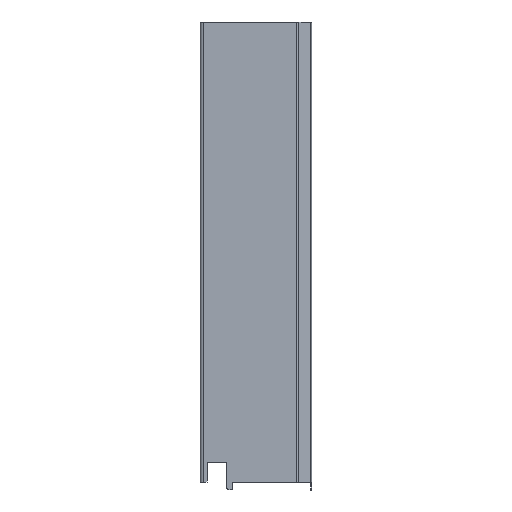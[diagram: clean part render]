
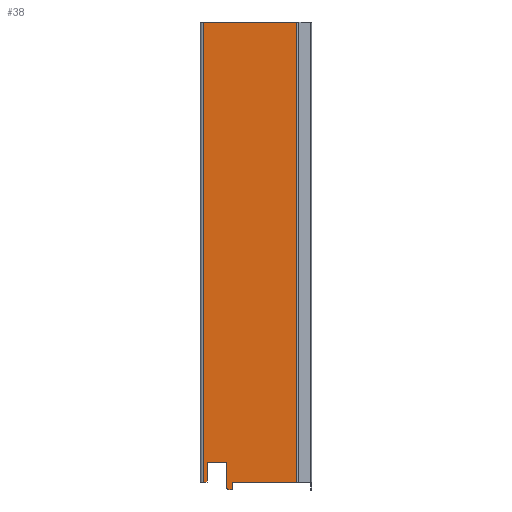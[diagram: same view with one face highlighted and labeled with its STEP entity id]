
A CAD part, top view. The second image highlights one B-rep face of the part: STEP entity #38.
In plain terms, the highlighted planar face has unit normal (0, 0, 1).
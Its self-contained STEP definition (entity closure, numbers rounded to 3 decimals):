
#38 = ADVANCED_FACE ( 'NONE', ( #690 ), #1970, .F. ) ;
#40 = VERTEX_POINT ( 'NONE', #2033 ) ;
#115 = AXIS2_PLACEMENT_3D ( 'NONE', #1915, #1934, #1938 ) ;
#134 = EDGE_CURVE ( 'NONE', #1504, #1825, #938, .T. ) ;
#148 = EDGE_CURVE ( 'NONE', #2341, #2228, #1257, .T. ) ;
#149 = CARTESIAN_POINT ( 'NONE',  ( -40.4, -235., 53.97 ) ) ;
#160 = VECTOR ( 'NONE', #172, 1000. ) ;
#172 = DIRECTION ( 'NONE',  ( 0., 1., 0. ) ) ;
#196 = EDGE_CURVE ( 'NONE', #2138, #2228, #1347, .T. ) ;
#203 = LINE ( 'NONE', #149, #160 ) ;
#312 = DIRECTION ( 'NONE',  ( 0., -1., 0. ) ) ;
#336 = CARTESIAN_POINT ( 'NONE',  ( -41.4, -238., 53.97 ) ) ;
#359 = CARTESIAN_POINT ( 'NONE',  ( -7.663, -235., 53.97 ) ) ;
#433 = VERTEX_POINT ( 'NONE', #1712 ) ;
#438 = DIRECTION ( 'NONE',  ( 0., 0., 1. ) ) ;
#488 = VERTEX_POINT ( 'NONE', #2398 ) ;
#496 = DIRECTION ( 'NONE',  ( -1., 0., 0. ) ) ;
#532 = VECTOR ( 'NONE', #689, 1000. ) ;
#549 = CARTESIAN_POINT ( 'NONE',  ( -43.4, -238., 53.97 ) ) ;
#555 = CARTESIAN_POINT ( 'NONE',  ( -7.249, -235., 53.97 ) ) ;
#566 = VECTOR ( 'NONE', #911, 1000. ) ;
#567 = VECTOR ( 'NONE', #590, 1000. ) ;
#590 = DIRECTION ( 'NONE',  ( 0., 1., 0. ) ) ;
#603 = CARTESIAN_POINT ( 'NONE',  ( -40.4, -238., 53.97 ) ) ;
#609 = CARTESIAN_POINT ( 'NONE',  ( -43.4, -224.8, 53.97 ) ) ;
#625 = ORIENTED_EDGE ( 'NONE', *, *, #1410, .T. ) ;
#689 = DIRECTION ( 'NONE',  ( 0., -1., 0. ) ) ;
#690 = FACE_OUTER_BOUND ( 'NONE', #1636, .T. ) ;
#695 = CARTESIAN_POINT ( 'NONE',  ( -53.4, -224.8, 53.97 ) ) ;
#707 = LINE ( 'NONE', #609, #567 ) ;
#796 = CARTESIAN_POINT ( 'NONE',  ( -40.4, -235., 53.97 ) ) ;
#798 = VECTOR ( 'NONE', #2337, 1000. ) ;
#807 = EDGE_CURVE ( 'NONE', #488, #2341, #884, .T. ) ;
#884 = LINE ( 'NONE', #2239, #1339 ) ;
#886 = CARTESIAN_POINT ( 'NONE',  ( -7.249, -235., 53.97 ) ) ;
#911 = DIRECTION ( 'NONE',  ( -1., 0., 0. ) ) ;
#912 = LINE ( 'NONE', #886, #566 ) ;
#938 = CIRCLE ( 'NONE', #2305, 1. ) ;
#944 = CIRCLE ( 'NONE', #115, 1. ) ;
#945 = EDGE_CURVE ( 'NONE', #2105, #1941, #912, .T. ) ;
#946 = CARTESIAN_POINT ( 'NONE',  ( -7.663, -235., 53.97 ) ) ;
#947 = LINE ( 'NONE', #2129, #798 ) ;
#970 = CARTESIAN_POINT ( 'NONE',  ( -7.663, 0., 53.97 ) ) ;
#998 = DIRECTION ( 'NONE',  ( 1., 0., 0. ) ) ;
#1012 = CARTESIAN_POINT ( 'NONE',  ( -55.4, -235., 53.97 ) ) ;
#1022 = CARTESIAN_POINT ( 'NONE',  ( -55.4, 0., 53.97 ) ) ;
#1028 = DIRECTION ( 'NONE',  ( 0., 1., 0. ) ) ;
#1035 = EDGE_CURVE ( 'NONE', #1788, #433, #944, .T. ) ;
#1047 = CARTESIAN_POINT ( 'NONE',  ( -53.4, -224.8, 53.97 ) ) ;
#1052 = CARTESIAN_POINT ( 'NONE',  ( -55.4, -235., 53.97 ) ) ;
#1128 = LINE ( 'NONE', #359, #1189 ) ;
#1153 = ORIENTED_EDGE ( 'NONE', *, *, #1862, .F. ) ;
#1189 = VECTOR ( 'NONE', #312, 1000. ) ;
#1232 = VECTOR ( 'NONE', #1028, 1000. ) ;
#1257 = LINE ( 'NONE', #1012, #1232 ) ;
#1325 = DIRECTION ( 'NONE',  ( -1., 0., 0. ) ) ;
#1337 = EDGE_CURVE ( 'NONE', #2138, #2105, #1128, .T. ) ;
#1339 = VECTOR ( 'NONE', #2220, 1000. ) ;
#1347 = LINE ( 'NONE', #1459, #1430 ) ;
#1410 = EDGE_CURVE ( 'NONE', #433, #1504, #947, .T. ) ;
#1430 = VECTOR ( 'NONE', #1735, 1000. ) ;
#1459 = CARTESIAN_POINT ( 'NONE',  ( -7.249, 0., 53.97 ) ) ;
#1483 = EDGE_CURVE ( 'NONE', #40, #2291, #1565, .T. ) ;
#1495 = EDGE_CURVE ( 'NONE', #1825, #1941, #203, .T. ) ;
#1504 = VERTEX_POINT ( 'NONE', #1641 ) ;
#1536 = LINE ( 'NONE', #695, #532 ) ;
#1544 = ORIENTED_EDGE ( 'NONE', *, *, #196, .T. ) ;
#1565 = LINE ( 'NONE', #1621, #2309 ) ;
#1621 = CARTESIAN_POINT ( 'NONE',  ( -43.4, -224.8, 53.97 ) ) ;
#1628 = ORIENTED_EDGE ( 'NONE', *, *, #945, .F. ) ;
#1636 = EDGE_LOOP ( 'NONE', ( #2441, #1688, #1999, #625, #2175, #1699, #1628, #1948, #1544, #2057, #2031, #1153 ) ) ;
#1641 = CARTESIAN_POINT ( 'NONE',  ( -41.4, -239., 53.97 ) ) ;
#1687 = DIRECTION ( 'NONE',  ( 0., 0., -1. ) ) ;
#1688 = ORIENTED_EDGE ( 'NONE', *, *, #1829, .F. ) ;
#1699 = ORIENTED_EDGE ( 'NONE', *, *, #1495, .T. ) ;
#1712 = CARTESIAN_POINT ( 'NONE',  ( -42.4, -239., 53.97 ) ) ;
#1735 = DIRECTION ( 'NONE',  ( -1., 0., 0. ) ) ;
#1788 = VERTEX_POINT ( 'NONE', #549 ) ;
#1825 = VERTEX_POINT ( 'NONE', #603 ) ;
#1829 = EDGE_CURVE ( 'NONE', #1788, #40, #707, .T. ) ;
#1862 = EDGE_CURVE ( 'NONE', #2291, #488, #1536, .T. ) ;
#1915 = CARTESIAN_POINT ( 'NONE',  ( -42.4, -238., 53.97 ) ) ;
#1934 = DIRECTION ( 'NONE',  ( 0., 0., 1. ) ) ;
#1938 = DIRECTION ( 'NONE',  ( 1., 0., 0. ) ) ;
#1941 = VERTEX_POINT ( 'NONE', #796 ) ;
#1948 = ORIENTED_EDGE ( 'NONE', *, *, #1337, .F. ) ;
#1970 = PLANE ( 'NONE',  #2050 ) ;
#1999 = ORIENTED_EDGE ( 'NONE', *, *, #1035, .T. ) ;
#2031 = ORIENTED_EDGE ( 'NONE', *, *, #807, .F. ) ;
#2033 = CARTESIAN_POINT ( 'NONE',  ( -43.4, -224.8, 53.97 ) ) ;
#2050 = AXIS2_PLACEMENT_3D ( 'NONE', #555, #1687, #1325 ) ;
#2057 = ORIENTED_EDGE ( 'NONE', *, *, #148, .F. ) ;
#2105 = VERTEX_POINT ( 'NONE', #946 ) ;
#2129 = CARTESIAN_POINT ( 'NONE',  ( -42.4, -239., 53.97 ) ) ;
#2138 = VERTEX_POINT ( 'NONE', #970 ) ;
#2175 = ORIENTED_EDGE ( 'NONE', *, *, #134, .T. ) ;
#2220 = DIRECTION ( 'NONE',  ( -1., 0., 0. ) ) ;
#2228 = VERTEX_POINT ( 'NONE', #1022 ) ;
#2239 = CARTESIAN_POINT ( 'NONE',  ( -7.249, -235., 53.97 ) ) ;
#2291 = VERTEX_POINT ( 'NONE', #1047 ) ;
#2305 = AXIS2_PLACEMENT_3D ( 'NONE', #336, #438, #998 ) ;
#2309 = VECTOR ( 'NONE', #496, 1000. ) ;
#2337 = DIRECTION ( 'NONE',  ( 1., 0., 0. ) ) ;
#2341 = VERTEX_POINT ( 'NONE', #1052 ) ;
#2398 = CARTESIAN_POINT ( 'NONE',  ( -53.4, -235., 53.97 ) ) ;
#2441 = ORIENTED_EDGE ( 'NONE', *, *, #1483, .F. ) ;
